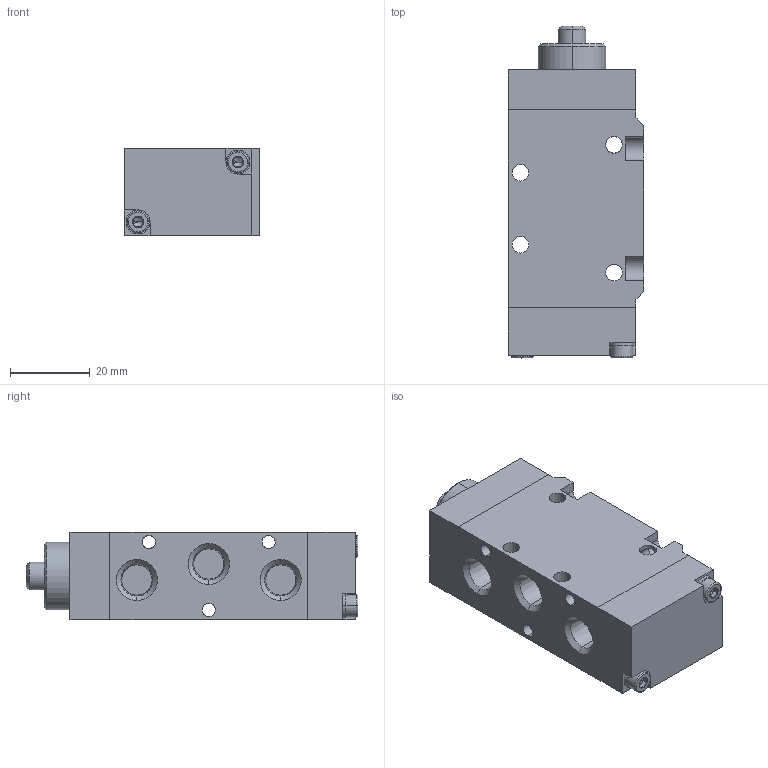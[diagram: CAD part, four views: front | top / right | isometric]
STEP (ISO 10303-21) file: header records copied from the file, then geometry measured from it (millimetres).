
FILE_DESCRIPTION (( 'STEP AP203' ), '1' );
FILE_NAME ('7001000110U.step', '2024-02-07T21:25:12', ( '' ), ( '' ), 'SwSTEP 2.0', 'SolidWorks 2023', '' );
FILE_SCHEMA (( 'CONFIG_CONTROL_DESIGN' ));
Length unit declared in the file: inch
Products named in the file (1): 7001000110U
Bounding box: 34 x 83.1 x 22 mm (x, y, z)
Volume: 49666.4 mm3; surface area: 15916.2 mm2
Topology: 7 solids, 7 shells, 173 faces, 408 edges, 252 vertices
Faces by surface type: plane 78, cylinder 43, cone 38, bspline 14
Entity records: 5509 total; most frequent: CARTESIAN_POINT 1444, DIRECTION 842, ORIENTED_EDGE 808, EDGE_CURVE 404, AXIS2_PLACEMENT_3D 314, VERTEX_POINT 252, VECTOR 214, LINE 214
